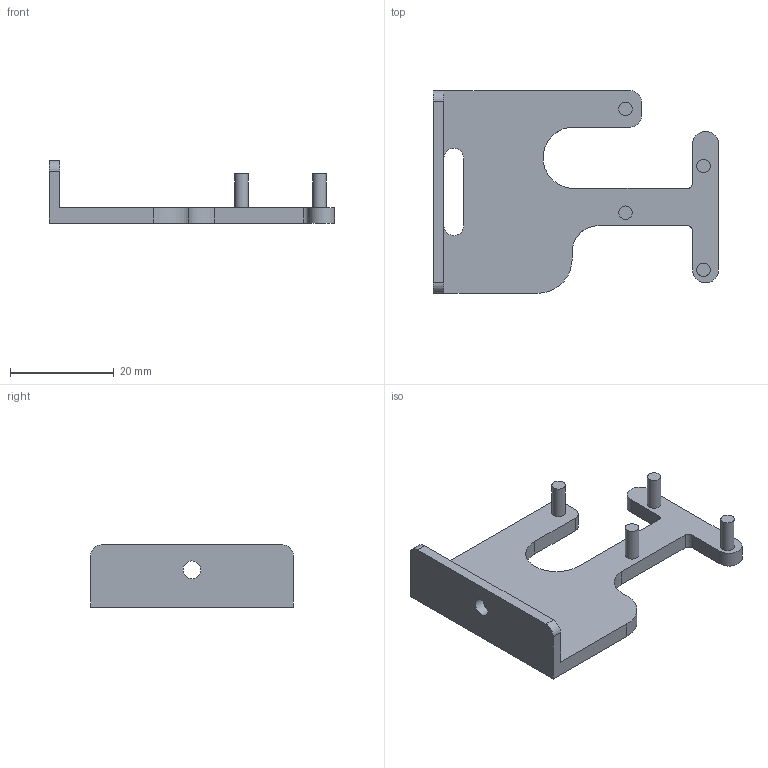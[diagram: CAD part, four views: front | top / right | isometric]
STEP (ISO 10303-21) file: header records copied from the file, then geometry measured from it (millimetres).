
FILE_DESCRIPTION(('FreeCAD Model'),'2;1');
FILE_NAME('renacuajo-sniffer.step','2015-04-15T12:39:35',('Author'),(''), 'Open CASCADE STEP processor 6.8','FreeCAD','Unknown');
FILE_SCHEMA(('AUTOMOTIVE_DESIGN_CC2 { 1 2 10303 214 -1 1 5 4 }'));
Length unit declared in the file: millimetre
Products named in the file (1): frontal-drill
Bounding box: 54.9 x 39 x 12 mm (x, y, z)
Volume: 4793.2 mm3; surface area: 4468.4 mm2
Topology: 1 solids, 1 shells, 38 faces, 103 edges, 70 vertices
Faces by surface type: plane 20, cylinder 18
Full cylindrical faces by diameter (mm): 2.6 x4, 3.4 x1
Entity records: 2668 total; most frequent: CARTESIAN_POINT 603, DIRECTION 388, LINE 232, VECTOR 232, ORIENTED_EDGE 206, PCURVE 206, DEFINITIONAL_REPRESENTATION 206, EDGE_CURVE 103
